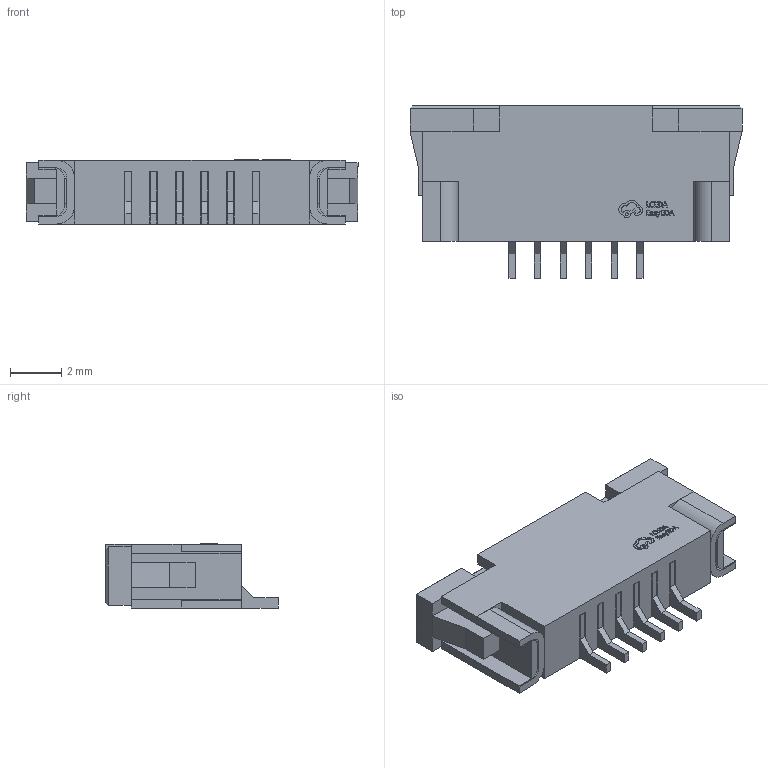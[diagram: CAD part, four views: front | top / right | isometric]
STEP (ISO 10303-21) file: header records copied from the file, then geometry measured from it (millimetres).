
FILE_DESCRIPTION (( 'STEP AP214' ), '1' );
FILE_NAME ('FPC-SMD_6P-P1.00_AFA07-S06ECA-00.step', '2022-07-06T12:00:54', ( '' ), ( '' ), 'SwSTEP 2.0', 'SolidWorks 2020', '' );
FILE_SCHEMA (( 'AUTOMOTIVE_DESIGN' ));
Length unit declared in the file: millimetre
Products named in the file (1): FPC-SMD_6P-P1.00_AFA07-S06ECA-00
Bounding box: 13 x 6.75 x 2.51 mm (x, y, z)
Volume: 149.2 mm3; surface area: 554.2 mm2
Topology: 10 solids, 10 shells, 612 faces, 1720 edges, 1142 vertices
Faces by surface type: plane 454, bspline 146, cylinder 12
Entity records: 27447 total; most frequent: CARTESIAN_POINT 7085, ORIENTED_EDGE 3440, DIRECTION 2382, EDGE_CURVE 1720, LINE 1400, VECTOR 1400, VERTEX_POINT 1142, EDGE_LOOP 638
